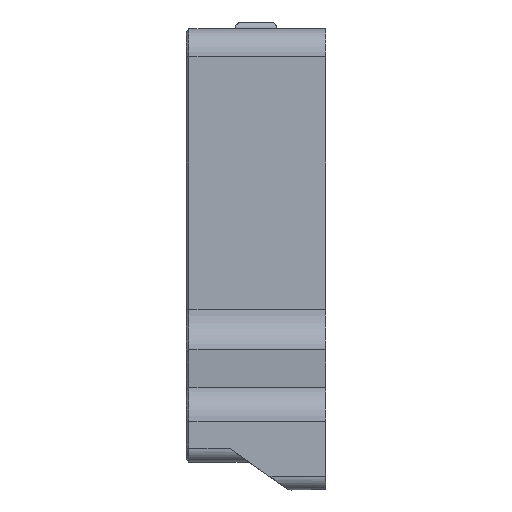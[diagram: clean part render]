
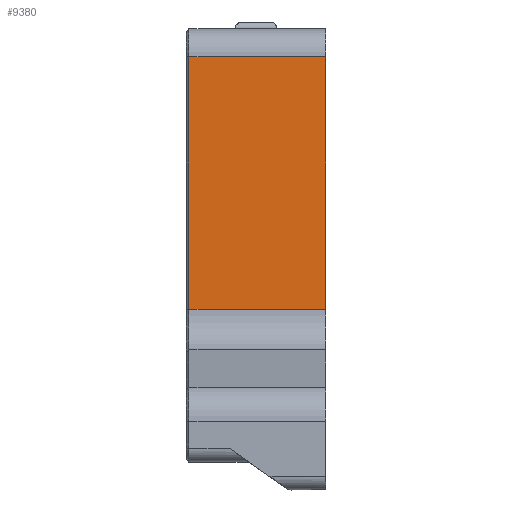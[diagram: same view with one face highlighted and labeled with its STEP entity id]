
A CAD part, front view. The second image highlights one B-rep face of the part: STEP entity #9380.
In plain terms, the highlighted planar face has unit normal (0, -1, 0).
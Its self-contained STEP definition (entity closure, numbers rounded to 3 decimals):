
#398=PLANE('',#10122);
#722=FACE_OUTER_BOUND('',#1258,.T.);
#1258=EDGE_LOOP('',(#7166,#7167,#7168,#7169));
#1922=LINE('',#14201,#2824);
#1939=LINE('',#14304,#2841);
#1985=LINE('',#14458,#2887);
#1986=LINE('',#14460,#2888);
#2824=VECTOR('',#11503,10.);
#2841=VECTOR('',#11562,10.);
#2887=VECTOR('',#11706,10.);
#2888=VECTOR('',#11709,10.);
#4176=VERTEX_POINT('',#14198);
#4177=VERTEX_POINT('',#14200);
#4201=VERTEX_POINT('',#14300);
#4202=VERTEX_POINT('',#14302);
#5232=EDGE_CURVE('',#4176,#4177,#1922,.T.);
#5266=EDGE_CURVE('',#4202,#4201,#1939,.T.);
#5333=EDGE_CURVE('',#4201,#4176,#1985,.T.);
#5334=EDGE_CURVE('',#4177,#4202,#1986,.T.);
#7166=ORIENTED_EDGE('',*,*,#5266,.F.);
#7167=ORIENTED_EDGE('',*,*,#5334,.F.);
#7168=ORIENTED_EDGE('',*,*,#5232,.F.);
#7169=ORIENTED_EDGE('',*,*,#5333,.F.);
#9380=ADVANCED_FACE('',(#722),#398,.F.);
#10122=AXIS2_PLACEMENT_3D('',#14459,#11707,#11708);
#11503=DIRECTION('',(0.,0.,-1.));
#11562=DIRECTION('',(0.,0.,1.));
#11706=DIRECTION('',(1.,0.,0.));
#11707=DIRECTION('center_axis',(0.,1.,0.));
#11708=DIRECTION('ref_axis',(0.,0.,
1.));
#11709=DIRECTION('',(-1.,0.,0.));
#14198=CARTESIAN_POINT('',(331.8,29.7,-62.096));
#14200=CARTESIAN_POINT('',(331.8,29.7,-98.198));
#14201=CARTESIAN_POINT('',(331.8,29.7,-94.647));
#14300=CARTESIAN_POINT('',(312.2,29.7,-62.096));
#14302=CARTESIAN_POINT('',(312.2,29.7,-98.198));
#14304=CARTESIAN_POINT('',(312.2,29.7,-94.647));
#14458=CARTESIAN_POINT('',(331.8,29.7,-62.096));
#14459=CARTESIAN_POINT('Origin',(331.8,29.7,-98.198));
#14460=CARTESIAN_POINT('',(331.8,29.7,-98.198));
